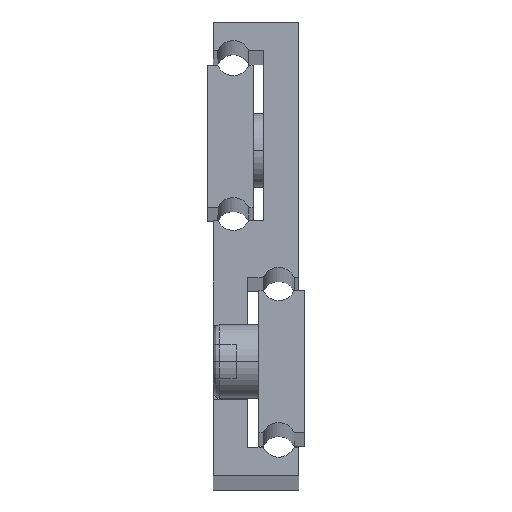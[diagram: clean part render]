
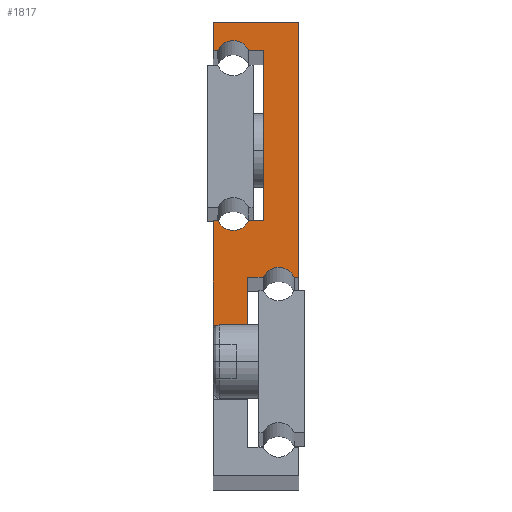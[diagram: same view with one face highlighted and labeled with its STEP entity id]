
A CAD part, top view. The second image highlights one B-rep face of the part: STEP entity #1817.
In plain terms, the highlighted planar face has unit normal (0, 0, 1).
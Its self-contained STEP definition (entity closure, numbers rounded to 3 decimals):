
#3 = ORIENTED_EDGE ( 'NONE', *, *, #1389, .T. ) ;
#28 = VERTEX_POINT ( 'NONE', #1773 ) ;
#29 = EDGE_CURVE ( 'NONE', #2024, #592, #395, .T. ) ;
#39 = CARTESIAN_POINT ( 'NONE',  ( 0., 45., 725. ) ) ;
#66 = CARTESIAN_POINT ( 'NONE',  ( 0., 80., 725. ) ) ;
#71 = CARTESIAN_POINT ( 'NONE',  ( 6.227, 45., 725. ) ) ;
#80 = AXIS2_PLACEMENT_3D ( 'NONE', #1285, #962, #1985 ) ;
#87 = CARTESIAN_POINT ( 'NONE',  ( 0., 75., 725. ) ) ;
#102 = CARTESIAN_POINT ( 'NONE',  ( 8.9, 45., 725. ) ) ;
#113 = ORIENTED_EDGE ( 'NONE', *, *, #29, .T. ) ;
#135 = CARTESIAN_POINT ( 'NONE',  ( 3.5, 46.25, 725. ) ) ;
#137 = EDGE_CURVE ( 'NONE', #1183, #2024, #360, .T. ) ;
#184 = LINE ( 'NONE', #197, #542 ) ;
#197 = CARTESIAN_POINT ( 'NONE',  ( 0., 0., 725. ) ) ;
#269 = AXIS2_PLACEMENT_3D ( 'NONE', #135, #826, #675 ) ;
#270 = AXIS2_PLACEMENT_3D ( 'NONE', #951, #958, #633 ) ;
#273 = DIRECTION ( 'NONE',  ( -1., 0., 0. ) ) ;
#328 = EDGE_CURVE ( 'NONE', #1392, #2091, #1067, .T. ) ;
#347 = CARTESIAN_POINT ( 'NONE',  ( 15., 80., 725. ) ) ;
#350 = VECTOR ( 'NONE', #2117, 1000. ) ;
#360 = LINE ( 'NONE', #1696, #663 ) ;
#374 = CARTESIAN_POINT ( 'NONE',  ( 6., 5., 725. ) ) ;
#379 = EDGE_CURVE ( 'NONE', #2094, #1477, #1252, .T. ) ;
#395 = LINE ( 'NONE', #71, #350 ) ;
#415 = VECTOR ( 'NONE', #580, 1000. ) ;
#469 = ORIENTED_EDGE ( 'NONE', *, *, #2095, .T. ) ;
#480 = CARTESIAN_POINT ( 'NONE',  ( 8.9, 75., 725. ) ) ;
#482 = EDGE_CURVE ( 'NONE', #1492, #2132, #1048, .T. ) ;
#490 = VERTEX_POINT ( 'NONE', #66 ) ;
#511 = LINE ( 'NONE', #374, #1628 ) ;
#542 = VECTOR ( 'NONE', #558, 1000. ) ;
#558 = DIRECTION ( 'NONE',  ( 0., -1., 0. ) ) ;
#564 = VECTOR ( 'NONE', #1191, 1000. ) ;
#567 = ORIENTED_EDGE ( 'NONE', *, *, #328, .T. ) ;
#580 = DIRECTION ( 'NONE',  ( 0., 1., 0. ) ) ;
#592 = VERTEX_POINT ( 'NONE', #1631 ) ;
#623 = ORIENTED_EDGE ( 'NONE', *, *, #1269, .T. ) ;
#625 = VECTOR ( 'NONE', #943, 1000. ) ;
#633 = DIRECTION ( 'NONE',  ( -1., 0., 0. ) ) ;
#635 = LINE ( 'NONE', #347, #564 ) ;
#644 = VERTEX_POINT ( 'NONE', #1002 ) ;
#663 = VECTOR ( 'NONE', #1849, 1000. ) ;
#675 = DIRECTION ( 'NONE',  ( -1., 0., 0. ) ) ;
#715 = EDGE_CURVE ( 'NONE', #1477, #490, #635, .T. ) ;
#762 = CARTESIAN_POINT ( 'NONE',  ( 15., 35., 725. ) ) ;
#769 = DIRECTION ( 'NONE',  ( 0., 0., -1. ) ) ;
#826 = DIRECTION ( 'NONE',  ( 0., 0., -1. ) ) ;
#829 = ORIENTED_EDGE ( 'NONE', *, *, #1918, .T. ) ;
#883 = DIRECTION ( 'NONE',  ( -1., 0., 0. ) ) ;
#898 = VERTEX_POINT ( 'NONE', #1860 ) ;
#943 = DIRECTION ( 'NONE',  ( 1., 0., 0. ) ) ;
#951 = CARTESIAN_POINT ( 'NONE',  ( 3.5, 46.25, 725. ) ) ;
#958 = DIRECTION ( 'NONE',  ( 0., 0., -1. ) ) ;
#962 = DIRECTION ( 'NONE',  ( 0., 0., -1. ) ) ;
#979 = DIRECTION ( 'NONE',  ( 1., 0., 0. ) ) ;
#990 = FACE_OUTER_BOUND ( 'NONE', #1312, .T. ) ;
#1002 = CARTESIAN_POINT ( 'NONE',  ( 0., 45., 725. ) ) ;
#1007 = ORIENTED_EDGE ( 'NONE', *, *, #1287, .T. ) ;
#1036 = EDGE_CURVE ( 'NONE', #2214, #1492, #2151, .T. ) ;
#1048 = CIRCLE ( 'NONE', #80, 3. ) ;
#1067 = LINE ( 'NONE', #1587, #1545 ) ;
#1089 = CARTESIAN_POINT ( 'NONE',  ( 15., 80., 725. ) ) ;
#1104 = CARTESIAN_POINT ( 'NONE',  ( 11.5, 33.75, 725. ) ) ;
#1106 = VECTOR ( 'NONE', #1337, 1000. ) ;
#1135 = CARTESIAN_POINT ( 'NONE',  ( 6.227, 75., 725. ) ) ;
#1164 = CARTESIAN_POINT ( 'NONE',  ( 0., 75., 725. ) ) ;
#1167 = DIRECTION ( 'NONE',  ( 1., 0., 0. ) ) ;
#1183 = VERTEX_POINT ( 'NONE', #480 ) ;
#1191 = DIRECTION ( 'NONE',  ( -1., 0., 0. ) ) ;
#1207 = CARTESIAN_POINT ( 'NONE',  ( 15., 80., 725. ) ) ;
#1208 = DIRECTION ( 'NONE',  ( 0., 1., 0. ) ) ;
#1238 = CIRCLE ( 'NONE', #270, 3. ) ;
#1252 = LINE ( 'NONE', #1089, #415 ) ;
#1269 = EDGE_CURVE ( 'NONE', #898, #1392, #511, .T. ) ;
#1285 = CARTESIAN_POINT ( 'NONE',  ( 3.5, 73.75, 725. ) ) ;
#1287 = EDGE_CURVE ( 'NONE', #592, #28, #1238, .T. ) ;
#1308 = ORIENTED_EDGE ( 'NONE', *, *, #715, .T. ) ;
#1312 = EDGE_LOOP ( 'NONE', ( #1856, #2179, #623, #567, #1948, #1559, #2139, #1308, #469, #1788, #2063, #3, #1904, #113, #1007, #829 ) ) ;
#1324 = CARTESIAN_POINT ( 'NONE',  ( 6., 35., 725. ) ) ;
#1337 = DIRECTION ( 'NONE',  ( 1., 0., 0. ) ) ;
#1340 = VECTOR ( 'NONE', #979, 1000. ) ;
#1361 = CARTESIAN_POINT ( 'NONE',  ( 0., 26.5, 725. ) ) ;
#1379 = VECTOR ( 'NONE', #2126, 1000. ) ;
#1383 = AXIS2_PLACEMENT_3D ( 'NONE', #1104, #769, #273 ) ;
#1389 = EDGE_CURVE ( 'NONE', #2132, #1183, #1664, .T. ) ;
#1390 = CARTESIAN_POINT ( 'NONE',  ( 0.773, 75., 725. ) ) ;
#1392 = VERTEX_POINT ( 'NONE', #1324 ) ;
#1442 = LINE ( 'NONE', #2134, #1379 ) ;
#1477 = VERTEX_POINT ( 'NONE', #1207 ) ;
#1482 = CIRCLE ( 'NONE', #1383, 3. ) ;
#1492 = VERTEX_POINT ( 'NONE', #1390 ) ;
#1500 = CARTESIAN_POINT ( 'NONE',  ( 6.227, 75., 725. ) ) ;
#1503 = EDGE_CURVE ( 'NONE', #644, #1770, #184, .T. ) ;
#1545 = VECTOR ( 'NONE', #1872, 1000. ) ;
#1559 = ORIENTED_EDGE ( 'NONE', *, *, #1728, .T. ) ;
#1584 = LINE ( 'NONE', #39, #1739 ) ;
#1587 = CARTESIAN_POINT ( 'NONE',  ( 8.773, 35., 725. ) ) ;
#1608 = CARTESIAN_POINT ( 'NONE',  ( 8.773, 35., 725. ) ) ;
#1628 = VECTOR ( 'NONE', #1208, 1000. ) ;
#1631 = CARTESIAN_POINT ( 'NONE',  ( 6.227, 45., 725. ) ) ;
#1661 = VECTOR ( 'NONE', #1167, 1000. ) ;
#1664 = LINE ( 'NONE', #1500, #1106 ) ;
#1670 = PLANE ( 'NONE',  #269 ) ;
#1696 = CARTESIAN_POINT ( 'NONE',  ( 8.9, 75., 725. ) ) ;
#1709 = CARTESIAN_POINT ( 'NONE',  ( 15., 35., 725. ) ) ;
#1725 = EDGE_CURVE ( 'NONE', #1770, #898, #2209, .T. ) ;
#1728 = EDGE_CURVE ( 'NONE', #1900, #2094, #2167, .T. ) ;
#1739 = VECTOR ( 'NONE', #883, 1000. ) ;
#1741 = CARTESIAN_POINT ( 'NONE',  ( 14.227, 35., 725. ) ) ;
#1770 = VERTEX_POINT ( 'NONE', #1876 ) ;
#1773 = CARTESIAN_POINT ( 'NONE',  ( 0.773, 45., 725. ) ) ;
#1788 = ORIENTED_EDGE ( 'NONE', *, *, #1036, .T. ) ;
#1817 = ADVANCED_FACE ( 'NONE', ( #990 ), #1670, .F. ) ;
#1849 = DIRECTION ( 'NONE',  ( 0., -1., 0. ) ) ;
#1856 = ORIENTED_EDGE ( 'NONE', *, *, #1503, .T. ) ;
#1860 = CARTESIAN_POINT ( 'NONE',  ( 6., 26.5, 725. ) ) ;
#1872 = DIRECTION ( 'NONE',  ( 1., 0., 0. ) ) ;
#1876 = CARTESIAN_POINT ( 'NONE',  ( 0., 26.5, 725. ) ) ;
#1900 = VERTEX_POINT ( 'NONE', #1741 ) ;
#1904 = ORIENTED_EDGE ( 'NONE', *, *, #137, .T. ) ;
#1918 = EDGE_CURVE ( 'NONE', #28, #644, #1584, .T. ) ;
#1948 = ORIENTED_EDGE ( 'NONE', *, *, #1953, .T. ) ;
#1953 = EDGE_CURVE ( 'NONE', #2091, #1900, #1482, .T. ) ;
#1985 = DIRECTION ( 'NONE',  ( 1., 0., 0. ) ) ;
#2024 = VERTEX_POINT ( 'NONE', #102 ) ;
#2063 = ORIENTED_EDGE ( 'NONE', *, *, #482, .T. ) ;
#2091 = VERTEX_POINT ( 'NONE', #1608 ) ;
#2094 = VERTEX_POINT ( 'NONE', #762 ) ;
#2095 = EDGE_CURVE ( 'NONE', #490, #2214, #1442, .T. ) ;
#2117 = DIRECTION ( 'NONE',  ( -1., 0., 0. ) ) ;
#2126 = DIRECTION ( 'NONE',  ( 0., -1., 0. ) ) ;
#2132 = VERTEX_POINT ( 'NONE', #1135 ) ;
#2134 = CARTESIAN_POINT ( 'NONE',  ( 0., 80., 725. ) ) ;
#2139 = ORIENTED_EDGE ( 'NONE', *, *, #379, .T. ) ;
#2151 = LINE ( 'NONE', #87, #625 ) ;
#2167 = LINE ( 'NONE', #1709, #1661 ) ;
#2179 = ORIENTED_EDGE ( 'NONE', *, *, #1725, .T. ) ;
#2209 = LINE ( 'NONE', #1361, #1340 ) ;
#2214 = VERTEX_POINT ( 'NONE', #1164 ) ;
